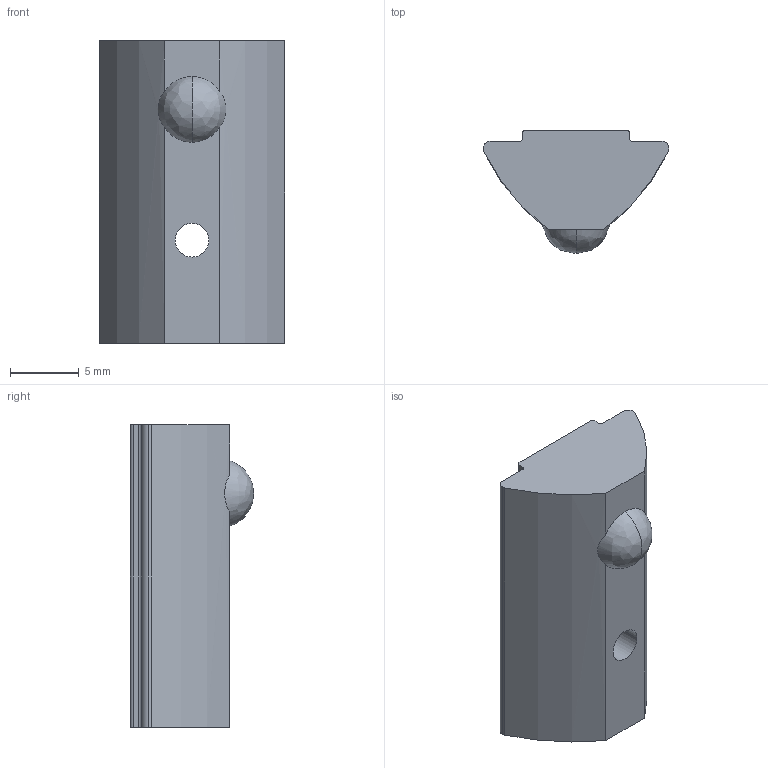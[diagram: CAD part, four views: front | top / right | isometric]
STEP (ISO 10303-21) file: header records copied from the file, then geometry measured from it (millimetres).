
FILE_DESCRIPTION (( 'STEP AP214' ), '1' );
FILE_NAME ('FIXE08E1219-Ecrou 8 St M3 rainuré.step', '2023-03-24T10:01:37', ( 'Altae' ), ( '' ), 'SwSTEP 2.0', 'SolidWorks 2021', '' );
FILE_SCHEMA (( 'AUTOMOTIVE_DESIGN' ));
Length unit declared in the file: millimetre
Products named in the file (1): FIXE08E1219-Ecrou 8 St M3 rainuré
Bounding box: 13.5 x 8.94 x 22 mm (x, y, z)
Volume: 1520.4 mm3; surface area: 958.9 mm2
Topology: 1 solids, 1 shells, 22 faces, 60 edges, 40 vertices
Faces by surface type: cylinder 11, plane 9, bspline 2
Entity records: 817 total; most frequent: CARTESIAN_POINT 215, ORIENTED_EDGE 120, DIRECTION 119, EDGE_CURVE 60, AXIS2_PLACEMENT_3D 44, VERTEX_POINT 40, LINE 31, VECTOR 31
